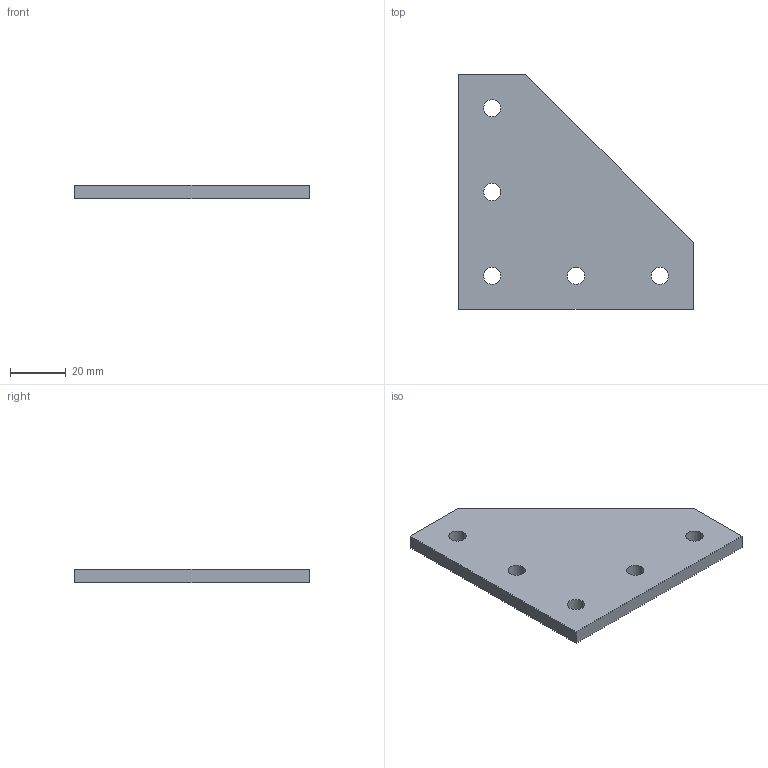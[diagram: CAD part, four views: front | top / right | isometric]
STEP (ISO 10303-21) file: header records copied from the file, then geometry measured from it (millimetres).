
FILE_DESCRIPTION((''),'2;1');
FILE_NAME('8981019457.stp','2005-03-18T14:16:35',('nichfulc'),(''),'Autodesk Inventor 7','Autodesk Inventor 7','');
FILE_SCHEMA(('AUTOMOTIVE_DESIGN { 1 0 10303 214 1 1 1 1 }'));
Length unit declared in the file: millimetre
Products named in the file (1): 8981019457
Bounding box: 84 x 84 x 5 mm (x, y, z)
Volume: 25525.3 mm3; surface area: 12201.2 mm2
Topology: 1 solids, 1 shells, 17 faces, 45 edges, 30 vertices
Faces by surface type: bspline 10, plane 7
Entity records: 712 total; most frequent: CARTESIAN_POINT 263, ORIENTED_EDGE 90, DIRECTION 81, EDGE_CURVE 45, VERTEX_POINT 30, AXIS2_PLACEMENT_3D 28, EDGE_LOOP 27, VECTOR 25
